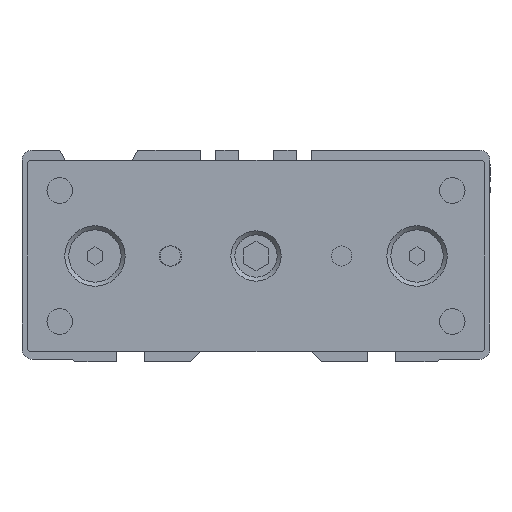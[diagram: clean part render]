
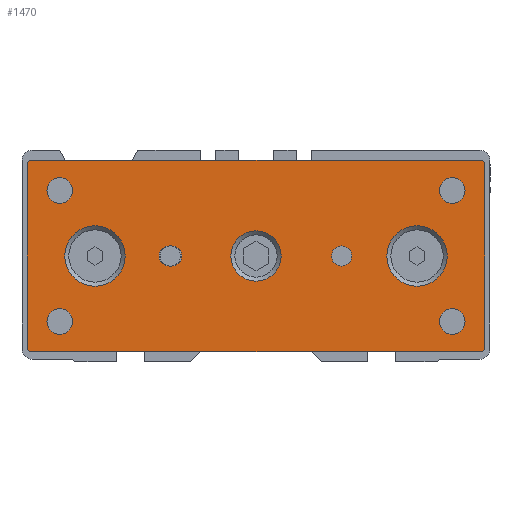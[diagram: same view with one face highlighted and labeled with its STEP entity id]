
A CAD part, left-side view. The second image highlights one B-rep face of the part: STEP entity #1470.
In plain terms, the highlighted planar face has unit normal (-1, 0, 0).
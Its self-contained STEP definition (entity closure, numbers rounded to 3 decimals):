
#849=CARTESIAN_POINT('',(0.,-438.,0.));
#850=VERTEX_POINT('Vertex49',#849);
#851=CARTESIAN_POINT('',(0.,-432.,0.));
#852=DIRECTION('',(1.,0.,0.));
#853=DIRECTION('',(0.,-1.,0.));
#854=AXIS2_PLACEMENT_3D('',#851,#852,#853);
#855=CIRCLE('nurbsCrv67',#854,6.);
#856=EDGE_CURVE('Edge67',#850,#850,#855,.T.);
#869=CARTESIAN_POINT('',(0.,-405.,0.));
#870=VERTEX_POINT('Vertex50',#869);
#871=CARTESIAN_POINT('',(0.,-400.,0.));
#872=DIRECTION('',(1.,0.,0.));
#873=DIRECTION('',(0.,-1.,0.));
#874=AXIS2_PLACEMENT_3D('',#871,#872,#873);
#875=CIRCLE('nurbsCrv68',#874,5.);
#876=EDGE_CURVE('Edge68',#870,#870,#875,.T.);
#889=CARTESIAN_POINT('',(0.,-374.,0.));
#890=VERTEX_POINT('Vertex51',#889);
#891=CARTESIAN_POINT('',(0.,-368.,0.));
#892=DIRECTION('',(1.,0.,0.));
#893=DIRECTION('',(0.,-1.,0.));
#894=AXIS2_PLACEMENT_3D('',#891,#892,#893);
#895=CIRCLE('nurbsCrv69',#894,6.);
#896=EDGE_CURVE('Edge69',#890,#890,#895,.T.);
#917=CARTESIAN_POINT('',(0.,-382.75,-2.));
#918=VERTEX_POINT('Vertex53',#917);
#925=CARTESIAN_POINT('',(0.,-383.25,-2.));
#926=VERTEX_POINT('Vertex54',#925);
#927=CARTESIAN_POINT('',(0.,-383.,-2.));
#928=DIRECTION('',(0.,1.,0.));
#929=VECTOR('',#928,1.);
#930=LINE('nurbsCrv72',#927,#929);
#931=EDGE_CURVE('Edge72',#926,#918,#930,.T.);
#1009=CARTESIAN_POINT('',(0.,-419.,0.));
#1010=VERTEX_POINT('Vertex58',#1009);
#1011=CARTESIAN_POINT('',(0.,-417.,0.));
#1012=DIRECTION('',(1.,0.,0.));
#1013=DIRECTION('',(0.,-1.,0.));
#1014=AXIS2_PLACEMENT_3D('',#1011,#1012,#1013);
#1015=CIRCLE('nurbsCrv79',#1014,2.);
#1016=EDGE_CURVE('Edge79',#1010,#1010,#1015,.T.);
#1028=CARTESIAN_POINT('',(0.,-383.25,2.));
#1029=VERTEX_POINT('Vertex59',#1028);
#1030=CARTESIAN_POINT('',(0.,-383.25,0.)
);
#1031=DIRECTION('',(1.,0.,0.));
#1032=DIRECTION('',(0.,0.,1.));
#1033=AXIS2_PLACEMENT_3D('',#1030,#1031,#1032);
#1034=CIRCLE('nurbsCrv80',#1033,2.);
#1035=EDGE_CURVE('Edge80',#1029,#926,#1034,.T.);
#1053=CARTESIAN_POINT('',(0.,-382.75,2.));
#1054=VERTEX_POINT('Vertex60',#1053);
#1055=CARTESIAN_POINT('',(0.,-383.,2.));
#1056=DIRECTION('',(0.,-1.,0.));
#1057=VECTOR('',#1056,1.);
#1058=LINE('nurbsCrv82',#1055,#1057);
#1059=EDGE_CURVE('Edge82',#1054,#1029,#1058,.T.);
#1078=CARTESIAN_POINT('',(0.,-382.75,0.)
);
#1079=DIRECTION('',(1.,0.,0.));
#1080=DIRECTION('',(0.,0.,-1.));
#1081=AXIS2_PLACEMENT_3D('',#1078,#1079,#1080);
#1082=CIRCLE('nurbsCrv84',#1081,2.);
#1083=EDGE_CURVE('Edge84',#918,#1054,#1082,.T.);
#1114=CARTESIAN_POINT('',(0.,-441.55,-13.));
#1115=VERTEX_POINT('Vertex62',#1114);
#1116=CARTESIAN_POINT('',(0.,-439.,-13.));
#1117=DIRECTION('',(1.,0.,0.));
#1118=DIRECTION('',(0.,-1.,0.));
#1119=AXIS2_PLACEMENT_3D('',#1116,#1117,#1118);
#1120=CIRCLE('nurbsCrv86',#1119,2.55);
#1121=EDGE_CURVE('Edge86',#1115,#1115,#1120,.T.);
#1151=CARTESIAN_POINT('',(0.,-441.55,13.));
#1152=VERTEX_POINT('Vertex64',#1151);
#1153=CARTESIAN_POINT('',(0.,-439.,13.));
#1154=DIRECTION('',(1.,0.,0.));
#1155=DIRECTION('',(0.,-1.,0.));
#1156=AXIS2_PLACEMENT_3D('',#1153,#1154,#1155);
#1157=CIRCLE('nurbsCrv88',#1156,2.55);
#1158=EDGE_CURVE('Edge88',#1152,#1152,#1157,.T.);
#1188=CARTESIAN_POINT('',(0.,-363.55,-13.));
#1189=VERTEX_POINT('Vertex66',#1188);
#1190=CARTESIAN_POINT('',(0.,-361.,-13.));
#1191=DIRECTION('',(1.,0.,0.));
#1192=DIRECTION('',(0.,-1.,0.));
#1193=AXIS2_PLACEMENT_3D('',#1190,#1191,#1192);
#1194=CIRCLE('nurbsCrv90',#1193,2.55);
#1195=EDGE_CURVE('Edge90',#1189,#1189,#1194,.T.);
#1225=CARTESIAN_POINT('',(0.,-363.55,13.));
#1226=VERTEX_POINT('Vertex68',#1225);
#1227=CARTESIAN_POINT('',(0.,-361.,13.));
#1228=DIRECTION('',(1.,0.,0.));
#1229=DIRECTION('',(0.,-1.,0.));
#1230=AXIS2_PLACEMENT_3D('',#1227,#1228,#1229);
#1231=CIRCLE('nurbsCrv92',#1230,2.55);
#1232=EDGE_CURVE('Edge92',#1226,#1226,#1231,.T.);
#1252=CARTESIAN_POINT('',(0.,-354.5,18.5));
#1253=VERTEX_POINT('Vertex71',#1252);
#1260=CARTESIAN_POINT('',(0.,-355.,19.));
#1261=VERTEX_POINT('Vertex72',#1260);
#1262=CARTESIAN_POINT('',(0.,-354.75,18.75));
#1263=DIRECTION('',(0.,-0.707,0.707));
#1264=VECTOR('',#1263,1.);
#1265=LINE('nurbsCrv95',#1262,#1264);
#1266=EDGE_CURVE('Edge95',#1253,#1261,#1265,.T.);
#1290=CARTESIAN_POINT('',(0.,-354.5,-18.5));
#1291=VERTEX_POINT('Vertex74',#1290);
#1298=CARTESIAN_POINT('',(0.,-354.5,0.));
#1299=DIRECTION('',(0.,0.,1.));
#1300=VECTOR('',#1299,1.);
#1301=LINE('nurbsCrv99',#1298,#1300);
#1302=EDGE_CURVE('Edge99',#1291,#1253,#1301,.T.);
#1321=CARTESIAN_POINT('',(0.,-355.,-19.));
#1322=VERTEX_POINT('Vertex76',#1321);
#1329=CARTESIAN_POINT('',(0.,-354.75,-18.75));
#1330=DIRECTION('',(0.,0.707,0.707));
#1331=VECTOR('',#1330,1.);
#1332=LINE('nurbsCrv102',#1329,#1331);
#1333=EDGE_CURVE('Edge102',#1322,#1291,#1332,.T.);
#1352=CARTESIAN_POINT('',(0.,-445.,-19.));
#1353=VERTEX_POINT('Vertex78',#1352);
#1360=CARTESIAN_POINT('',(0.,-400.,-19.));
#1361=DIRECTION('',(0.,1.,0.));
#1362=VECTOR('',#1361,1.);
#1363=LINE('nurbsCrv105',#1360,#1362);
#1364=EDGE_CURVE('Edge105',#1353,#1322,#1363,.T.);
#1383=CARTESIAN_POINT('',(0.,-445.5,-18.5));
#1384=VERTEX_POINT('Vertex80',#1383);
#1391=CARTESIAN_POINT('',(0.,-445.25,-18.75));
#1392=DIRECTION('',(0.,0.707,-0.707));
#1393=VECTOR('',#1392,1.);
#1394=LINE('nurbsCrv108',#1391,#1393);
#1395=EDGE_CURVE('Edge108',#1384,#1353,#1394,.T.);
#1406=CARTESIAN_POINT('',(0.,-445.5,18.5));
#1407=VERTEX_POINT('Vertex82',#1406);
#1408=CARTESIAN_POINT('',(0.,-445.,19.));
#1409=VERTEX_POINT('Vertex81',#1408);
#1410=CARTESIAN_POINT('',(0.,-445.25,18.75));
#1411=DIRECTION('',(0.,0.707,0.707));
#1412=VECTOR('',#1411,1.);
#1413=LINE('nurbsCrv109',#1410,#1412);
#1414=EDGE_CURVE('Edge109',#1407,#1409,#1413,.T.);
#1415=ORIENTED_EDGE('Edgeuse191',*,*,#1414,.T.);
#1416=CARTESIAN_POINT('',(0.,-400.,19.));
#1417=DIRECTION('',(0.,1.,0.));
#1418=VECTOR('',#1417,1.);
#1419=LINE('nurbsCrv110',#1416,#1418);
#1420=EDGE_CURVE('Edge110',#1409,#1261,#1419,.T.);
#1421=ORIENTED_EDGE('Edgeuse192',*,*,#1420,.T.);
#1422=ORIENTED_EDGE('Edgeuse193',*,*,#1266,.F.);
#1423=ORIENTED_EDGE('Edgeuse194',*,*,#1302,.F.);
#1424=ORIENTED_EDGE('Edgeuse195',*,*,#1333,.F.);
#1425=ORIENTED_EDGE('Edgeuse196',*,*,#1364,.F.);
#1426=ORIENTED_EDGE('Edgeuse197',*,*,#1395,.F.);
#1427=CARTESIAN_POINT('',(0.,-445.5,0.));
#1428=DIRECTION('',(0.,0.,1.));
#1429=VECTOR('',#1428,1.);
#1430=LINE('nurbsCrv111',#1427,#1429);
#1431=EDGE_CURVE('Edge111',#1384,#1407,#1430,.T.);
#1432=ORIENTED_EDGE('Edgeuse198',*,*,#1431,.T.);
#1433=EDGE_LOOP('',(#1415,#1421,#1422,#1423,#1424,#1425,#1426,#1432));
#1434=FACE_OUTER_BOUND('',#1433,.T.);
#1435=ORIENTED_EDGE('Edgeuse199',*,*,#1016,.T.);
#1436=EDGE_LOOP('',(#1435));
#1437=FACE_BOUND('',#1436,.T.);
#1438=ORIENTED_EDGE('Edgeuse200',*,*,#931,.T.);
#1439=ORIENTED_EDGE('Edgeuse201',*,*,#1083,.T.);
#1440=ORIENTED_EDGE('Edgeuse202',*,*,#1059,.T.);
#1441=ORIENTED_EDGE('Edgeuse203',*,*,#1035,.T.);
#1442=EDGE_LOOP('',(#1438,#1439,#1440,#1441));
#1443=FACE_BOUND('',#1442,.T.);
#1444=ORIENTED_EDGE('Edgeuse184',*,*,#896,.T.);
#1445=EDGE_LOOP('',(#1444));
#1446=FACE_BOUND('',#1445,.T.);
#1447=ORIENTED_EDGE('Edgeuse185',*,*,#876,.T.);
#1448=EDGE_LOOP('',(#1447));
#1449=FACE_BOUND('',#1448,.T.);
#1450=ORIENTED_EDGE('Edgeuse186',*,*,#856,.T.);
#1451=EDGE_LOOP('',(#1450));
#1452=FACE_BOUND('',#1451,.T.);
#1453=ORIENTED_EDGE('Edgeuse187',*,*,#1232,.T.);
#1454=EDGE_LOOP('',(#1453));
#1455=FACE_BOUND('',#1454,.T.);
#1456=ORIENTED_EDGE('Edgeuse188',*,*,#1195,.T.);
#1457=EDGE_LOOP('',(#1456));
#1458=FACE_BOUND('',#1457,.T.);
#1459=ORIENTED_EDGE('Edgeuse189',*,*,#1158,.T.);
#1460=EDGE_LOOP('',(#1459));
#1461=FACE_BOUND('',#1460,.T.);
#1462=ORIENTED_EDGE('Edgeuse190',*,*,#1121,.T.);
#1463=EDGE_LOOP('',(#1462));
#1464=FACE_BOUND('',#1463,.T.);
#1465=CARTESIAN_POINT('',(0.,-400.,0.));
#1466=DIRECTION('',(-1.,0.,0.));
#1467=DIRECTION('',(0.,-1.,0.));
#1468=AXIS2_PLACEMENT_3D('',#1465,#1466,#1467);
#1469=PLANE('nurbsSrf49',#1468);
#1470=ADVANCED_FACE('Face49',(#1434,#1437,#1443,#1446,#1449,#1452,#1455,#1458,
#1461,#1464),#1469,.T.);
